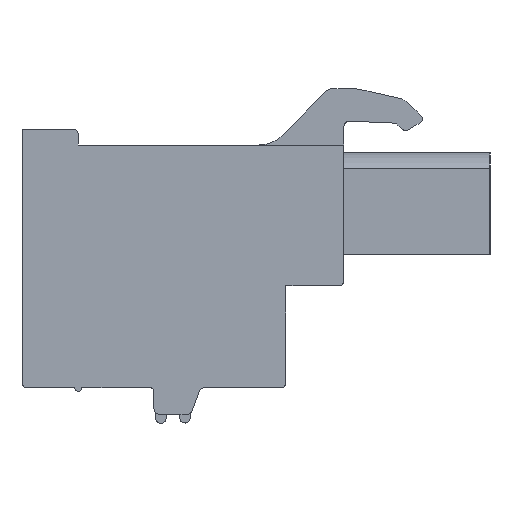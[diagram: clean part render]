
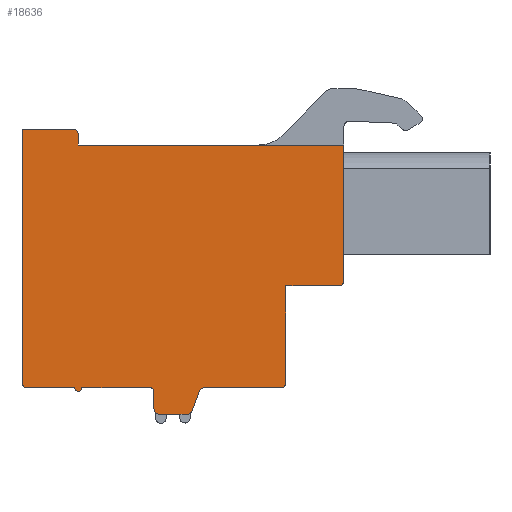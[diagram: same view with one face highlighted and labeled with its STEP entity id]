
A CAD part, left-side view. The second image highlights one B-rep face of the part: STEP entity #18636.
In plain terms, the highlighted planar face has unit normal (-1, 0, 0).
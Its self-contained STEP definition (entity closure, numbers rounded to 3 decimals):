
#102=DIRECTION('',(0.,0.,1.));
#103=VECTOR('',#102,5.5);
#104=CARTESIAN_POINT('',(-117.46,-2.36,-6.54));
#105=LINE('',#104,#103);
#110=CARTESIAN_POINT('',(-117.46,-5.36,-0.74));
#111=DIRECTION('',(1.,0.,0.));
#112=DIRECTION('',(0.,-1.,0.));
#113=AXIS2_PLACEMENT_3D('',#110,#111,#112);
#115=DIRECTION('',(0.,-1.,0.));
#116=VECTOR('',#115,3.);
#117=CARTESIAN_POINT('',(-117.46,-2.36,-1.04));
#118=LINE('',#117,#116);
#119=CARTESIAN_POINT('',(-117.46,-2.06,-6.54));
#120=DIRECTION('',(1.,0.,0.));
#121=DIRECTION('',(0.,-1.,0.));
#122=AXIS2_PLACEMENT_3D('',#119,#120,#121);
#124=DIRECTION('',(0.,1.,0.));
#125=VECTOR('',#124,4.34);
#126=CARTESIAN_POINT('',(-117.46,-2.06,-6.84));
#127=LINE('',#126,#125);
#128=CARTESIAN_POINT('',(-117.46,2.28,-7.14));
#129=DIRECTION('',(-1.,0.,0.));
#130=DIRECTION('',(0.,0.,1.));
#131=AXIS2_PLACEMENT_3D('',#128,#129,#130);
#133=DIRECTION('',(0.,0.345,-0.939));
#134=VECTOR('',#133,1.179);
#135=CARTESIAN_POINT('',(-117.46,2.562,-7.037));
#136=LINE('',#135,#134);
#137=CARTESIAN_POINT('',(-117.46,3.25,-8.04));
#138=DIRECTION('',(1.,0.,0.));
#139=DIRECTION('',(0.,-0.939,-0.345));
#140=AXIS2_PLACEMENT_3D('',#137,#138,#139);
#142=DIRECTION('',(0.,1.,0.));
#143=VECTOR('',#142,1.59);
#144=CARTESIAN_POINT('',(-117.46,3.25,-8.34));
#145=LINE('',#144,#143);
#146=CARTESIAN_POINT('',(-117.46,4.84,-8.04));
#147=DIRECTION('',(1.,0.,0.));
#148=DIRECTION('',(0.,0.,-1.));
#149=AXIS2_PLACEMENT_3D('',#146,#147,#148);
#151=DIRECTION('',(0.,0.,1.));
#152=VECTOR('',#151,1.);
#153=CARTESIAN_POINT('',(-117.46,5.14,-8.04));
#154=LINE('',#153,#152);
#155=CARTESIAN_POINT('',(-117.46,5.34,-7.04));
#156=DIRECTION('',(-1.,0.,0.));
#157=DIRECTION('',(0.,-1.,0.));
#158=AXIS2_PLACEMENT_3D('',#155,#156,#157);
#160=DIRECTION('',(0.,1.,0.));
#161=VECTOR('',#160,3.9);
#162=CARTESIAN_POINT('',(-117.46,5.34,-6.84));
#163=LINE('',#162,#161);
#164=CARTESIAN_POINT('',(-117.46,9.44,-6.84));
#165=DIRECTION('',(1.,0.,0.));
#166=DIRECTION('',(0.,-1.,0.));
#167=AXIS2_PLACEMENT_3D('',#164,#165,#166);
#169=DIRECTION('',(0.,1.,0.));
#170=VECTOR('',#169,2.7);
#171=CARTESIAN_POINT('',(-117.46,9.64,-6.84));
#172=LINE('',#171,#170);
#173=CARTESIAN_POINT('',(-117.46,12.34,-6.54));
#174=DIRECTION('',(1.,0.,0.));
#175=DIRECTION('',(0.,0.,-1.));
#176=AXIS2_PLACEMENT_3D('',#173,#174,#175);
#178=DIRECTION('',(0.,0.,1.));
#179=VECTOR('',#178,14.4);
#180=CARTESIAN_POINT('',(-117.46,12.64,-6.54));
#181=LINE('',#180,#179);
#182=DIRECTION('',(0.,-1.,0.));
#183=VECTOR('',#182,2.9);
#184=CARTESIAN_POINT('',(-117.46,12.64,7.86));
#185=LINE('',#184,#183);
#186=CARTESIAN_POINT('',(-117.46,9.74,7.56));
#187=DIRECTION('',(1.,0.,0.));
#188=DIRECTION('',(0.,0.,1.));
#189=AXIS2_PLACEMENT_3D('',#186,#187,#188);
#191=DIRECTION('',(0.,0.,-1.));
#192=VECTOR('',#191,0.6);
#193=CARTESIAN_POINT('',(-117.46,9.44,7.56));
#194=LINE('',#193,#192);
#195=DIRECTION('',(0.,-1.,0.));
#196=VECTOR('',#195,15.1);
#197=CARTESIAN_POINT('',(-117.46,9.44,6.96));
#198=LINE('',#197,#196);
#5517=DIRECTION('',(0.,0.,1.));
#5518=VECTOR('',#5517,7.7);
#5519=CARTESIAN_POINT('',(-117.46,-5.66,-0.74));
#5520=LINE('',#5519,#5518);
#14115=CARTESIAN_POINT('',(-117.46,9.44,6.96));
#14116=CARTESIAN_POINT('',(-117.46,-5.66,6.96));
#14117=VERTEX_POINT('',#14115);
#14118=VERTEX_POINT('',#14116);
#14119=CARTESIAN_POINT('',(-117.46,-2.36,-6.54));
#14120=CARTESIAN_POINT('',(-117.46,-2.06,-6.84));
#14121=VERTEX_POINT('',#14119);
#14122=VERTEX_POINT('',#14120);
#14123=CARTESIAN_POINT('',(-117.46,2.28,-6.84));
#14124=VERTEX_POINT('',#14123);
#14125=CARTESIAN_POINT('',(-117.46,2.562,-7.037));
#14126=VERTEX_POINT('',#14125);
#14127=CARTESIAN_POINT('',(-117.46,2.968,-8.143));
#14128=VERTEX_POINT('',#14127);
#14129=CARTESIAN_POINT('',(-117.46,3.25,-8.34));
#14130=VERTEX_POINT('',#14129);
#14131=CARTESIAN_POINT('',(-117.46,4.84,-8.34));
#14132=VERTEX_POINT('',#14131);
#14133=CARTESIAN_POINT('',(-117.46,5.14,-8.04));
#14134=VERTEX_POINT('',#14133);
#14135=CARTESIAN_POINT('',(-117.46,5.14,-7.04));
#14136=VERTEX_POINT('',#14135);
#14137=CARTESIAN_POINT('',(-117.46,5.34,-6.84));
#14138=VERTEX_POINT('',#14137);
#14139=CARTESIAN_POINT('',(-117.46,9.24,-6.84));
#14140=VERTEX_POINT('',#14139);
#14141=CARTESIAN_POINT('',(-117.46,9.64,-6.84));
#14142=VERTEX_POINT('',#14141);
#14143=CARTESIAN_POINT('',(-117.46,12.34,-6.84));
#14144=VERTEX_POINT('',#14143);
#14145=CARTESIAN_POINT('',(-117.46,12.64,-6.54));
#14146=VERTEX_POINT('',#14145);
#14147=CARTESIAN_POINT('',(-117.46,12.64,7.86));
#14148=VERTEX_POINT('',#14147);
#14149=CARTESIAN_POINT('',(-117.46,9.74,7.86));
#14150=VERTEX_POINT('',#14149);
#14151=CARTESIAN_POINT('',(-117.46,9.44,7.56));
#14152=VERTEX_POINT('',#14151);
#18419=CARTESIAN_POINT('',(-117.46,-5.66,-0.74));
#18420=VERTEX_POINT('',#18419);
#18421=CARTESIAN_POINT('',(-117.46,-2.36,-1.04));
#18422=VERTEX_POINT('',#18421);
#18423=CARTESIAN_POINT('',(-117.46,-5.36,-1.04));
#18424=VERTEX_POINT('',#18423);
#18588=CARTESIAN_POINT('',(-117.46,0.,0.));
#18589=DIRECTION('',(1.,0.,0.));
#18590=DIRECTION('',(0.,-1.,0.));
#18591=AXIS2_PLACEMENT_3D('',#18588,#18589,#18590);
#18592=PLANE('',#18591);
#18593=ORIENTED_EDGE('',*,*,#18552,.T.);
#18594=ORIENTED_EDGE('',*,*,#18567,.F.);
#18595=ORIENTED_EDGE('',*,*,#18579,.F.);
#18597=ORIENTED_EDGE('',*,*,#18596,.T.);
#18599=ORIENTED_EDGE('',*,*,#18598,.T.);
#18601=ORIENTED_EDGE('',*,*,#18600,.T.);
#18603=ORIENTED_EDGE('',*,*,#18602,.T.);
#18605=ORIENTED_EDGE('',*,*,#18604,.T.);
#18607=ORIENTED_EDGE('',*,*,#18606,.T.);
#18609=ORIENTED_EDGE('',*,*,#18608,.T.);
#18611=ORIENTED_EDGE('',*,*,#18610,.T.);
#18613=ORIENTED_EDGE('',*,*,#18612,.T.);
#18615=ORIENTED_EDGE('',*,*,#18614,.T.);
#18617=ORIENTED_EDGE('',*,*,#18616,.T.);
#18619=ORIENTED_EDGE('',*,*,#18618,.T.);
#18621=ORIENTED_EDGE('',*,*,#18620,.T.);
#18623=ORIENTED_EDGE('',*,*,#18622,.T.);
#18625=ORIENTED_EDGE('',*,*,#18624,.T.);
#18627=ORIENTED_EDGE('',*,*,#18626,.T.);
#18629=ORIENTED_EDGE('',*,*,#18628,.T.);
#18631=ORIENTED_EDGE('',*,*,#18630,.T.);
#18633=ORIENTED_EDGE('',*,*,#18632,.F.);
#18634=EDGE_LOOP('',(#18593,#18594,#18595,#18597,#18599,#18601,#18603,#18605,
#18607,#18609,#18611,#18613,#18615,#18617,#18619,#18621,#18623,#18625,#18627,
#18629,#18631,#18633));
#18635=FACE_OUTER_BOUND('',#18634,.F.);
#18636=ADVANCED_FACE('',(#18635),#18592,.F.);
#114=CIRCLE('',#113,0.3);
#123=CIRCLE('',#122,0.3);
#132=CIRCLE('',#131,0.3);
#141=CIRCLE('',#140,0.3);
#150=CIRCLE('',#149,0.3);
#159=CIRCLE('',#158,0.2);
#168=CIRCLE('',#167,0.2);
#177=CIRCLE('',#176,0.3);
#190=CIRCLE('',#189,0.3);
#18552=EDGE_CURVE('',#18420,#18424,#114,.T.);
#18567=EDGE_CURVE('',#18422,#18424,#118,.T.);
#18579=EDGE_CURVE('',#14121,#18422,#105,.T.);
#18596=EDGE_CURVE('',#14121,#14122,#123,.T.);
#18598=EDGE_CURVE('',#14122,#14124,#127,.T.);
#18600=EDGE_CURVE('',#14124,#14126,#132,.T.);
#18602=EDGE_CURVE('',#14126,#14128,#136,.T.);
#18604=EDGE_CURVE('',#14128,#14130,#141,.T.);
#18606=EDGE_CURVE('',#14130,#14132,#145,.T.);
#18608=EDGE_CURVE('',#14132,#14134,#150,.T.);
#18610=EDGE_CURVE('',#14134,#14136,#154,.T.);
#18612=EDGE_CURVE('',#14136,#14138,#159,.T.);
#18614=EDGE_CURVE('',#14138,#14140,#163,.T.);
#18616=EDGE_CURVE('',#14140,#14142,#168,.T.);
#18618=EDGE_CURVE('',#14142,#14144,#172,.T.);
#18620=EDGE_CURVE('',#14144,#14146,#177,.T.);
#18622=EDGE_CURVE('',#14146,#14148,#181,.T.);
#18624=EDGE_CURVE('',#14148,#14150,#185,.T.);
#18626=EDGE_CURVE('',#14150,#14152,#190,.T.);
#18628=EDGE_CURVE('',#14152,#14117,#194,.T.);
#18630=EDGE_CURVE('',#14117,#14118,#198,.T.);
#18632=EDGE_CURVE('',#18420,#14118,#5520,.T.);
